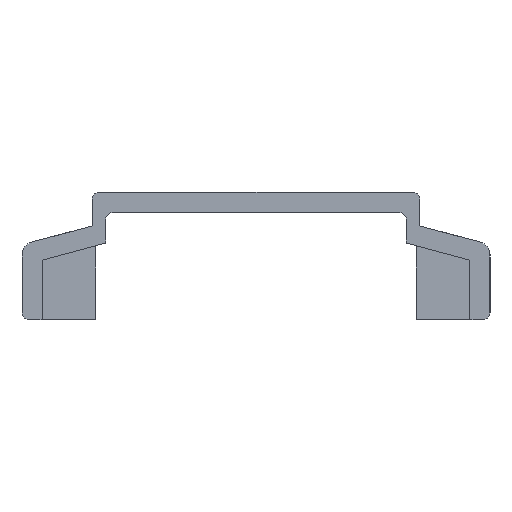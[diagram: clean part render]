
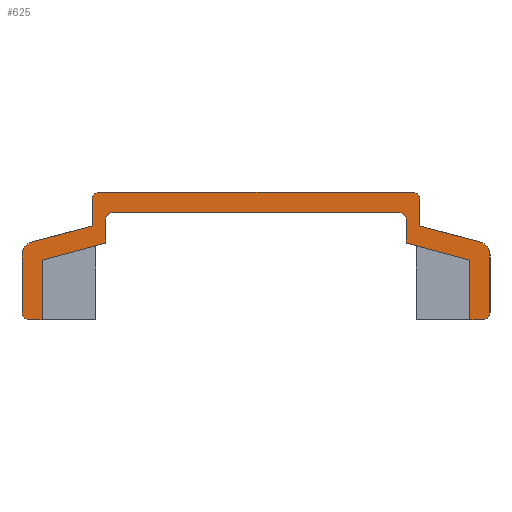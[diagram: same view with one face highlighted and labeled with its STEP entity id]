
A CAD part, left-side view. The second image highlights one B-rep face of the part: STEP entity #625.
In plain terms, the highlighted planar face has unit normal (-1, 0, 0).
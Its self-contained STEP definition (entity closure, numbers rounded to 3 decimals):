
#625=ADVANCED_FACE('',(#1438),#1439,.T.);
#1438=FACE_OUTER_BOUND('',#2436,.T.);
#1439=PLANE('',#2437);
#2436=EDGE_LOOP('',(#4540,#4541,#4542,#4543,#4544,#4545,#4546,#4547,#4548,#4549,#4550,#4551,#4552,#4553,#4554,#4555,#4556,#4557,#4558,#4559,#4560,#4561,#4562,#4563));
#2437=AXIS2_PLACEMENT_3D('',#4564,#4565,#4566);
#4540=ORIENTED_EDGE('',*,*,#6625,.T.);
#4541=ORIENTED_EDGE('',*,*,#7144,.T.);
#4542=ORIENTED_EDGE('',*,*,#6887,.T.);
#4543=ORIENTED_EDGE('',*,*,#6438,.T.);
#4544=ORIENTED_EDGE('',*,*,#6504,.T.);
#4545=ORIENTED_EDGE('',*,*,#6345,.T.);
#4546=ORIENTED_EDGE('',*,*,#6350,.T.);
#4547=ORIENTED_EDGE('',*,*,#6370,.T.);
#4548=ORIENTED_EDGE('',*,*,#6419,.T.);
#4549=ORIENTED_EDGE('',*,*,#7145,.T.);
#4550=ORIENTED_EDGE('',*,*,#6962,.T.);
#4551=ORIENTED_EDGE('',*,*,#7142,.T.);
#4552=ORIENTED_EDGE('',*,*,#7038,.T.);
#4553=ORIENTED_EDGE('',*,*,#7146,.F.);
#4554=ORIENTED_EDGE('',*,*,#6715,.F.);
#4555=ORIENTED_EDGE('',*,*,#7147,.F.);
#4556=ORIENTED_EDGE('',*,*,#7148,.F.);
#4557=ORIENTED_EDGE('',*,*,#7149,.F.);
#4558=ORIENTED_EDGE('',*,*,#7150,.F.);
#4559=ORIENTED_EDGE('',*,*,#7151,.F.);
#4560=ORIENTED_EDGE('',*,*,#7152,.F.);
#4561=ORIENTED_EDGE('',*,*,#6780,.F.);
#4562=ORIENTED_EDGE('',*,*,#6836,.F.);
#4563=ORIENTED_EDGE('',*,*,#7153,.F.);
#4564=CARTESIAN_POINT('',(0.,0.,22.5));
#4565=DIRECTION('',(-1.0,0.0,0.0));
#4566=DIRECTION('',(0.0,0.0,1.0));
#6345=EDGE_CURVE('',#7678,#7676,#7679,.T.);
#6350=EDGE_CURVE('',#7676,#7684,#7687,.T.);
#6370=EDGE_CURVE('',#7684,#7723,#7725,.T.);
#6419=EDGE_CURVE('',#7723,#7804,#7806,.T.);
#6438=EDGE_CURVE('',#7837,#7835,#7838,.T.);
#6504=EDGE_CURVE('',#7835,#7678,#7965,.T.);
#6625=EDGE_CURVE('',#8196,#8194,#8197,.T.);
#6715=EDGE_CURVE('',#8349,#8351,#8352,.T.);
#6780=EDGE_CURVE('',#8468,#8470,#8471,.T.);
#6836=EDGE_CURVE('',#8563,#8468,#8565,.T.);
#6887=EDGE_CURVE('',#8635,#7837,#8636,.T.);
#6962=EDGE_CURVE('',#8744,#8742,#8745,.T.);
#7038=EDGE_CURVE('',#8875,#8873,#8876,.T.);
#7142=EDGE_CURVE('',#8742,#8875,#8996,.T.);
#7144=EDGE_CURVE('',#8194,#8635,#8998,.T.);
#7145=EDGE_CURVE('',#7804,#8744,#8999,.T.);
#7146=EDGE_CURVE('',#8351,#8873,#9000,.T.);
#7147=EDGE_CURVE('',#9001,#8349,#9002,.T.);
#7148=EDGE_CURVE('',#9003,#9001,#9004,.T.);
#7149=EDGE_CURVE('',#9005,#9003,#9006,.T.);
#7150=EDGE_CURVE('',#9007,#9005,#9008,.T.);
#7151=EDGE_CURVE('',#9009,#9007,#9010,.T.);
#7152=EDGE_CURVE('',#8470,#9009,#9011,.T.);
#7153=EDGE_CURVE('',#8196,#8563,#9012,.T.);
#7676=VERTEX_POINT('',#9663);
#7678=VERTEX_POINT('',#9666);
#7679=LINE('',#9667,#9668);
#7684=VERTEX_POINT('',#9675);
#7687=CIRCLE('',#9679,0.5);
#7723=VERTEX_POINT('',#9731);
#7725=LINE('',#9734,#9735);
#7804=VERTEX_POINT('',#9853);
#7806=LINE('',#9856,#9857);
#7835=VERTEX_POINT('',#9898);
#7837=VERTEX_POINT('',#9901);
#7838=LINE('',#9902,#9903);
#7965=CIRCLE('',#10094,1.0);
#8194=VERTEX_POINT('',#10404);
#8196=VERTEX_POINT('',#10407);
#8197=LINE('',#10408,#10409);
#8349=VERTEX_POINT('',#10630);
#8351=VERTEX_POINT('',#10633);
#8352=LINE('',#10634,#10635);
#8468=VERTEX_POINT('',#10806);
#8470=VERTEX_POINT('',#10809);
#8471=LINE('',#10810,#10811);
#8563=VERTEX_POINT('',#10950);
#8565=LINE('',#10953,#10954);
#8635=VERTEX_POINT('',#11055);
#8636=LINE('',#11056,#11057);
#8742=VERTEX_POINT('',#11215);
#8744=VERTEX_POINT('',#11218);
#8745=LINE('',#11219,#11220);
#8873=VERTEX_POINT('',#11395);
#8875=VERTEX_POINT('',#11398);
#8876=LINE('',#11399,#11400);
#8996=CIRCLE('',#11676,0.5);
#8998=CIRCLE('',#11678,0.5);
#8999=LINE('',#11679,#11680);
#9000=CIRCLE('',#11681,0.5);
#9001=VERTEX_POINT('',#11682);
#9002=LINE('',#11683,#11684);
#9003=VERTEX_POINT('',#11685);
#9004=LINE('',#11686,#11687);
#9005=VERTEX_POINT('',#11688);
#9006=LINE('',#11689,#11690);
#9007=VERTEX_POINT('',#11691);
#9008=CIRCLE('',#11692,0.5);
#9009=VERTEX_POINT('',#11693);
#9010=LINE('',#11694,#11695);
#9011=CIRCLE('',#11696,1.0);
#9012=CIRCLE('',#11697,0.5);
#9663=CARTESIAN_POINT('',(0.,17.5,13.5));
#9666=CARTESIAN_POINT('',(0.,17.5,17.826));
#9667=CARTESIAN_POINT('',(0.,17.5,17.826));
#9668=VECTOR('',#12665,4.326);
#9675=CARTESIAN_POINT('',(0.,17.0,13.0));
#9679=AXIS2_PLACEMENT_3D('',#12669,#12670,#12671);
#9731=CARTESIAN_POINT('',(0.,16.0,13.0));
#9734=CARTESIAN_POINT('',(0.,17.0,13.0));
#9735=VECTOR('',#12692,1.0);
#9853=CARTESIAN_POINT('',(0.,16.0,17.442));
#9856=CARTESIAN_POINT('',(0.,16.0,13.0));
#9857=VECTOR('',#12733,4.442);
#9898=CARTESIAN_POINT('',(0.,16.759,18.792));
#9901=CARTESIAN_POINT('',(0.,12.25,20.0));
#9902=CARTESIAN_POINT('',(0.,12.25,20.0));
#9903=VECTOR('',#12750,4.668);
#10094=AXIS2_PLACEMENT_3D('',#12815,#12816,#12817);
#10404=CARTESIAN_POINT('',(0.,11.75,22.5));
#10407=CARTESIAN_POINT('',(0.,-11.75,22.5));
#10408=CARTESIAN_POINT('',(0.,-11.75,22.5));
#10409=VECTOR('',#12990,23.5);
#10630=CARTESIAN_POINT('',(0.,-11.25,18.715));
#10633=CARTESIAN_POINT('',(0.,-11.25,20.5));
#10634=CARTESIAN_POINT('',(0.,-11.25,18.715));
#10635=VECTOR('',#13088,1.785);
#10806=CARTESIAN_POINT('',(0.,-12.25,20.0));
#10809=CARTESIAN_POINT('',(0.,-16.759,18.792));
#10810=CARTESIAN_POINT('',(0.,-12.25,20.0));
#10811=VECTOR('',#13154,4.668);
#10950=CARTESIAN_POINT('',(0.,-12.25,22.0));
#10953=CARTESIAN_POINT('',(0.,-12.25,22.0));
#10954=VECTOR('',#13203,2.0);
#11055=CARTESIAN_POINT('',(0.,12.25,22.0));
#11056=CARTESIAN_POINT('',(0.,12.25,22.0));
#11057=VECTOR('',#13247,2.0);
#11215=CARTESIAN_POINT('',(0.,11.25,20.5));
#11218=CARTESIAN_POINT('',(0.,11.25,18.715));
#11219=CARTESIAN_POINT('',(0.,11.25,18.715));
#11220=VECTOR('',#13313,1.785);
#11395=CARTESIAN_POINT('',(0.,-10.75,21.0));
#11398=CARTESIAN_POINT('',(0.,10.75,21.0));
#11399=CARTESIAN_POINT('',(0.,10.75,21.0));
#11400=VECTOR('',#13422,21.5);
#11676=AXIS2_PLACEMENT_3D('',#13477,#13478,#13479);
#11678=AXIS2_PLACEMENT_3D('',#13480,#13481,#13482);
#11679=CARTESIAN_POINT('',(0.,16.0,17.442));
#11680=VECTOR('',#13483,4.918);
#11681=AXIS2_PLACEMENT_3D('',#13484,#13485,#13486);
#11682=CARTESIAN_POINT('',(0.,-16.0,17.442));
#11683=CARTESIAN_POINT('',(0.,-16.0,17.442));
#11684=VECTOR('',#13487,4.918);
#11685=CARTESIAN_POINT('',(0.,-16.0,13.0));
#11686=CARTESIAN_POINT('',(0.,-16.0,13.0));
#11687=VECTOR('',#13488,4.442);
#11688=CARTESIAN_POINT('',(0.,-17.0,13.0));
#11689=CARTESIAN_POINT('',(0.,-17.0,13.0));
#11690=VECTOR('',#13489,1.0);
#11691=CARTESIAN_POINT('',(0.,-17.5,13.5));
#11692=AXIS2_PLACEMENT_3D('',#13490,#13491,#13492);
#11693=CARTESIAN_POINT('',(0.,-17.5,17.826));
#11694=CARTESIAN_POINT('',(0.,-17.5,17.826));
#11695=VECTOR('',#13493,4.326);
#11696=AXIS2_PLACEMENT_3D('',#13494,#13495,#13496);
#11697=AXIS2_PLACEMENT_3D('',#13497,#13498,#13499);
#12665=DIRECTION('',(0.0,0.0,-1.0));
#12669=CARTESIAN_POINT('',(0.,17.0,13.5));
#12670=DIRECTION('',(-1.0,0.0,0.0));
#12671=DIRECTION('',(0.0,1.0,0.0));
#12692=DIRECTION('',(0.0,-1.0,0.0));
#12733=DIRECTION('',(0.0,0.0,1.0));
#12750=DIRECTION('',(0.0,0.966,-0.259));
#12815=CARTESIAN_POINT('',(0.,16.5,17.826));
#12816=DIRECTION('',(-1.0,0.,0.));
#12817=DIRECTION('',(0.,0.259,0.966));
#12990=DIRECTION('',(0.0,1.0,0.0));
#13088=DIRECTION('',(0.0,0.0,1.0));
#13154=DIRECTION('',(0.0,-0.966,-0.259));
#13203=DIRECTION('',(0.0,0.0,-1.0));
#13247=DIRECTION('',(0.0,0.0,-1.0));
#13313=DIRECTION('',(0.0,0.0,1.0));
#13422=DIRECTION('',(0.0,-1.0,0.0));
#13477=CARTESIAN_POINT('',(0.,10.75,20.5));
#13478=DIRECTION('',(1.0,0.0,0.0));
#13479=DIRECTION('',(0.0,1.0,0.0));
#13480=CARTESIAN_POINT('',(0.,11.75,22.0));
#13481=DIRECTION('',(-1.0,0.0,0.0));
#13482=DIRECTION('',(0.0,0.0,1.0));
#13483=DIRECTION('',(0.0,-0.966,0.259));
#13484=CARTESIAN_POINT('',(0.,-10.75,20.5));
#13485=DIRECTION('',(-1.0,0.0,0.0));
#13486=DIRECTION('',(0.0,-1.0,0.0));
#13487=DIRECTION('',(0.0,0.966,0.259));
#13488=DIRECTION('',(0.0,0.0,1.0));
#13489=DIRECTION('',(0.0,1.0,0.0));
#13490=CARTESIAN_POINT('',(0.,-17.0,13.5));
#13491=DIRECTION('',(1.0,0.0,0.0));
#13492=DIRECTION('',(0.0,-1.0,0.0));
#13493=DIRECTION('',(0.0,0.0,-1.0));
#13494=CARTESIAN_POINT('',(0.,-16.5,17.826));
#13495=DIRECTION('',(1.0,0.,0.));
#13496=DIRECTION('',(0.,-0.259,0.966));
#13497=CARTESIAN_POINT('',(0.,-11.75,22.0));
#13498=DIRECTION('',(1.0,0.0,-0.0));
#13499=DIRECTION('',(0.0,0.0,1.0));
